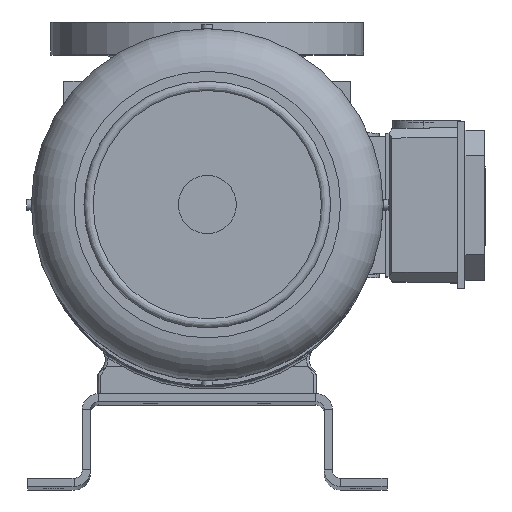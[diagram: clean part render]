
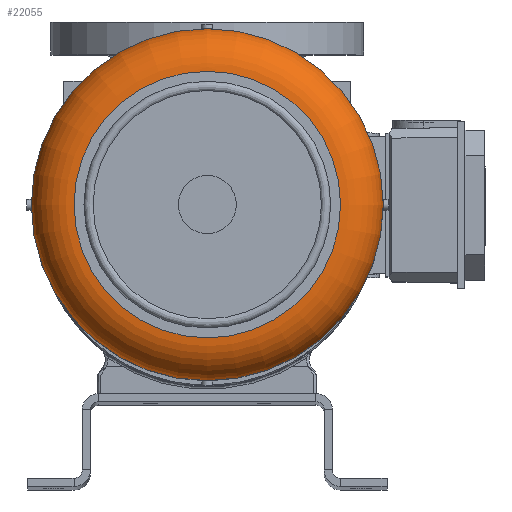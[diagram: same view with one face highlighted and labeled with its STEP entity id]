
A CAD part, top view. The second image highlights one B-rep face of the part: STEP entity #22055.
In plain terms, the highlighted toroidal (fillet/blend) face has major radius 97.5 mm and minor radius 31.25 mm.
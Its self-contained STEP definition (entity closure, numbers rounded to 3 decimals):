
#22055=ADVANCED_FACE('',(#43419,#43421),#43423,.T.);
#43419=FACE_OUTER_BOUND('',#43420,.T.);
#43420=EDGE_LOOP('',(#52898));
#43421=FACE_BOUND('',#43422,.T.);
#43422=EDGE_LOOP('',(#52899,#52900));
#43423=TOROIDAL_SURFACE('',#43424,97.5,31.25);
#43424=AXIS2_PLACEMENT_3D('',#43425,#43426,#43427);
#43425=CARTESIAN_POINT('',(0.,429.75,-7.));
#43426=DIRECTION('',(0.,1.,0.));
#43427=DIRECTION('',(0.,0.,1.));
#52898=ORIENTED_EDGE('',*,*,#60780,.T.);
#52899=ORIENTED_EDGE('',*,*,#60781,.F.);
#52900=ORIENTED_EDGE('',*,*,#60782,.F.);
#60780=EDGE_CURVE('',#80148,#80148,#80149,.T.);
#60781=EDGE_CURVE('',#80150,#80151,#80152,.T.);
#60782=EDGE_CURVE('',#80151,#80150,#80153,.T.);
#80148=VERTEX_POINT('',#106562);
#80149=CIRCLE('',#106563,97.5);
#80150=VERTEX_POINT('',#106567);
#80151=VERTEX_POINT('',#106568);
#80152=CIRCLE('',#106569,128.75);
#80153=CIRCLE('',#106573,128.75);
#106562=CARTESIAN_POINT('',(0.,461.,-104.5));
#106563=AXIS2_PLACEMENT_3D('',#106564,#106565,#106566);
#106564=CARTESIAN_POINT('',(0.,461.,-7.));
#106565=DIRECTION('',(0.,-1.,0.));
#106566=DIRECTION('',(0.,0.,1.));
#106567=CARTESIAN_POINT('',(0.,429.75,-135.75));
#106568=CARTESIAN_POINT('',(0.,429.75,121.75));
#106569=AXIS2_PLACEMENT_3D('',#106570,#106571,#106572);
#106570=CARTESIAN_POINT('',(0.,429.75,-7.));
#106571=DIRECTION('',(0.,-1.,0.));
#106572=DIRECTION('',(0.,0.,-1.));
#106573=AXIS2_PLACEMENT_3D('',#106574,#106575,#106576);
#106574=CARTESIAN_POINT('',(0.,429.75,-7.));
#106575=DIRECTION('',(0.,-1.,0.));
#106576=DIRECTION('',(0.,0.,1.));
